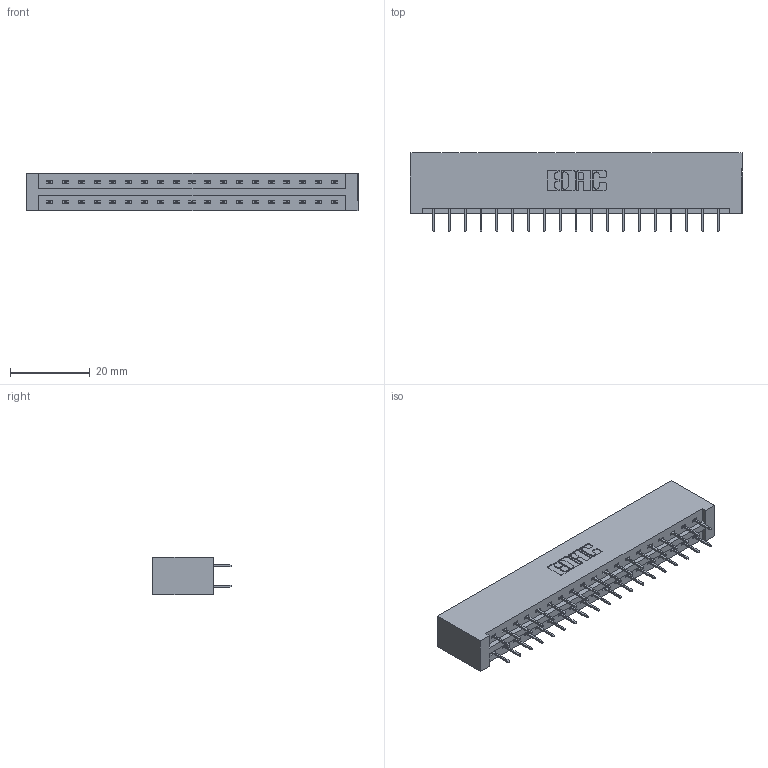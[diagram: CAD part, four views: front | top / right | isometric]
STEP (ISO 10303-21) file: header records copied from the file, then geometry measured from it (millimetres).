
FILE_DESCRIPTION (( 'STEP AP203' ), '1' );
FILE_NAME ('387-038-524-201.STEP', '2019-10-17T21:07:45', ( '' ), ( '' ), 'SwSTEP 2.0', 'SolidWorks 2016', '' );
FILE_SCHEMA (( 'CONFIG_CONTROL_DESIGN' ));
Length unit declared in the file: inch
Products named in the file (3): 387-038-524-201; 345-292-001_345-293-124; 337 Part_No Mounting Lugs
Assembly tree (39 placements, depth 2):
  387-038-524-201
    337 Part_No Mounting Lugs
    345-292-001_345-293-124  x38
Bounding box: 83.16 x 19.69 x 9.4 mm (x, y, z)
Volume: 9161.1 mm3; surface area: 10011.2 mm2
Topology: 39 solids, 39 shells, 2310 faces, 6557 edges, 4218 vertices
Faces by surface type: plane 1738, cylinder 572
Entity records: 17503 total; most frequent: CARTESIAN_POINT 2966, ORIENTED_EDGE 2902, DIRECTION 2559, EDGE_CURVE 1451, LINE 1335, VECTOR 1335, VERTEX_POINT 962, AXIS2_PLACEMENT_3D 612
